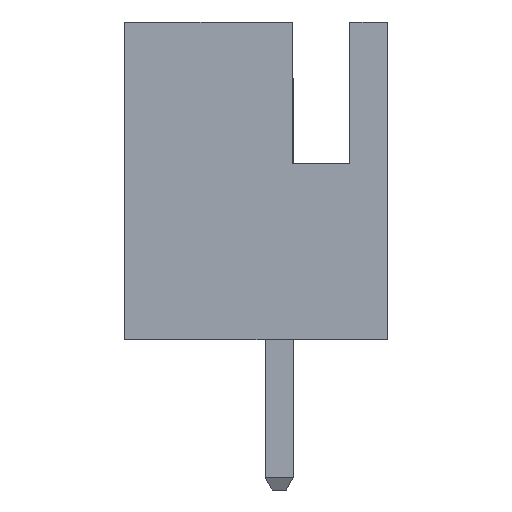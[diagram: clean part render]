
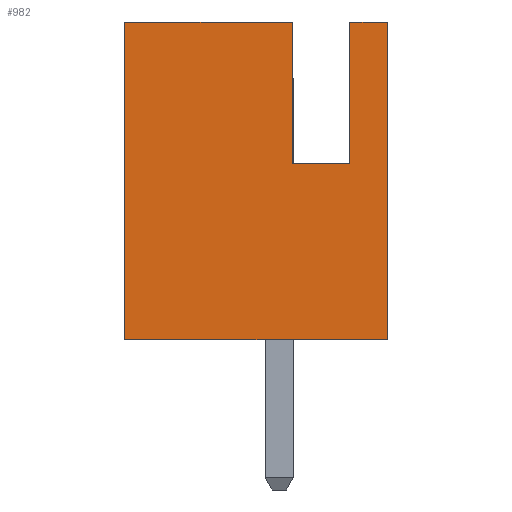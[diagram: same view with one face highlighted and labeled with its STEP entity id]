
A CAD part, left-side view. The second image highlights one B-rep face of the part: STEP entity #982.
In plain terms, the highlighted planar face has unit normal (-1, 0, 0).
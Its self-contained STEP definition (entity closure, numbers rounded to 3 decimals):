
#982=ADVANCED_FACE('',(#1835),#1837,.T.);
#1835=FACE_BOUND('',#1836,.T.);
#1836=EDGE_LOOP('',(#2540,#2541,#2542,#2543,#2544,#2545,#2546,#2547));
#1837=PLANE('',#1838);
#1838=AXIS2_PLACEMENT_3D('',#1839,#1840,#1841);
#1839=CARTESIAN_POINT('',(-2.55,0.,0.));
#1840=DIRECTION('',(-1.,0.,0.));
#1841=DIRECTION('',(0.,0.,-1.));
#2540=ORIENTED_EDGE('',*,*,#2989,.T.);
#2541=ORIENTED_EDGE('',*,*,#2990,.T.);
#2542=ORIENTED_EDGE('',*,*,#2854,.T.);
#2543=ORIENTED_EDGE('',*,*,#2991,.T.);
#2544=ORIENTED_EDGE('',*,*,#2811,.T.);
#2545=ORIENTED_EDGE('',*,*,#2988,.T.);
#2546=ORIENTED_EDGE('',*,*,#2992,.T.);
#2547=ORIENTED_EDGE('',*,*,#2993,.T.);
#2811=EDGE_CURVE('',#3168,#3166,#3169,.T.);
#2854=EDGE_CURVE('',#3243,#3241,#3244,.T.);
#2988=EDGE_CURVE('',#3166,#3448,#3450,.T.);
#2989=EDGE_CURVE('',#3451,#3452,#3453,.F.);
#2990=EDGE_CURVE('',#3452,#3243,#3454,.T.);
#2991=EDGE_CURVE('',#3241,#3168,#3455,.T.);
#2992=EDGE_CURVE('',#3448,#3456,#3457,.F.);
#2993=EDGE_CURVE('',#3456,#3451,#3458,.F.);
#3166=VERTEX_POINT('',#3771);
#3168=VERTEX_POINT('',#3775);
#3169=LINE('',#3776,#3777);
#3241=VERTEX_POINT('',#3932);
#3243=VERTEX_POINT('',#3936);
#3244=LINE('',#3937,#3938);
#3448=VERTEX_POINT('',#4407);
#3450=LINE('',#4411,#4412);
#3451=VERTEX_POINT('',#4414);
#3452=VERTEX_POINT('',#4415);
#3453=LINE('',#4416,#4417);
#3454=LINE('',#4419,#4420);
#3455=LINE('',#4422,#4423);
#3456=VERTEX_POINT('',#4425);
#3457=LINE('',#4426,#4427);
#3458=LINE('',#4429,#4430);
#3771=CARTESIAN_POINT('',(-2.55,-2.45,7.2));
#3775=CARTESIAN_POINT('',(-2.55,-2.45,0.));
#3776=CARTESIAN_POINT('',(-2.55,-2.45,0.));
#3777=VECTOR('',#3778,1.);
#3778=DIRECTION('',(0.,0.,1.));
#3932=CARTESIAN_POINT('',(-2.55,3.5,0.));
#3936=CARTESIAN_POINT('',(-2.55,3.5,7.2));
#3937=CARTESIAN_POINT('',(-2.55,3.5,7.2));
#3938=VECTOR('',#3939,1.);
#3939=DIRECTION('',(0.,0.,-1.));
#4407=CARTESIAN_POINT('',(-2.55,-1.6,7.2));
#4411=CARTESIAN_POINT('',(-2.55,-2.45,7.2));
#4412=VECTOR('',#4413,1.);
#4413=DIRECTION('',(0.,1.,0.));
#4414=CARTESIAN_POINT('',(-2.55,-0.3,4.));
#4415=CARTESIAN_POINT('',(-2.55,-0.3,7.2));
#4416=CARTESIAN_POINT('',(-2.55,-0.3,7.2));
#4417=VECTOR('',#4418,1.);
#4418=DIRECTION('',(0.,0.,-1.));
#4419=CARTESIAN_POINT('',(-2.55,-0.3,7.2));
#4420=VECTOR('',#4421,1.);
#4421=DIRECTION('',(0.,1.,0.));
#4422=CARTESIAN_POINT('',(-2.55,3.5,0.));
#4423=VECTOR('',#4424,1.);
#4424=DIRECTION('',(0.,-1.,0.));
#4425=CARTESIAN_POINT('',(-2.55,-1.6,4.));
#4426=CARTESIAN_POINT('',(-2.55,-1.6,4.));
#4427=VECTOR('',#4428,1.);
#4428=DIRECTION('',(0.,0.,1.));
#4429=CARTESIAN_POINT('',(-2.55,-0.3,4.));
#4430=VECTOR('',#4431,1.);
#4431=DIRECTION('',(0.,-1.,0.));
